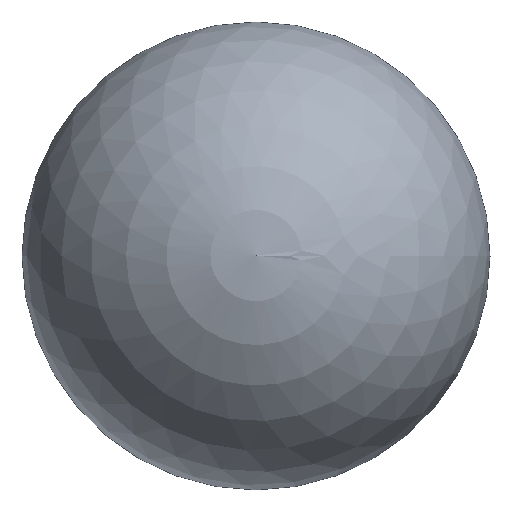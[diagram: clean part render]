
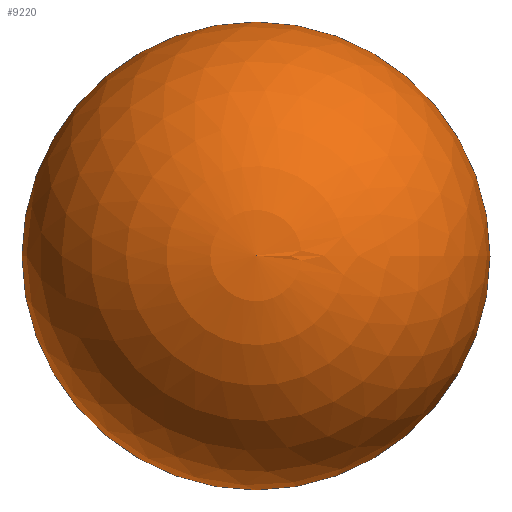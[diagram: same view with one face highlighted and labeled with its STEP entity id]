
A CAD part, top view. The second image highlights one B-rep face of the part: STEP entity #9220.
In plain terms, the highlighted spherical face has radius 10020 mm.
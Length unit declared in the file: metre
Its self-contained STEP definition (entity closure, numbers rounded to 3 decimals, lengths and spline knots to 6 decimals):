
#9100 = CARTESIAN_POINT('origin',(0.0,0.0,0.0));
#9101 = DIRECTION('Dir1',(1.0,0.0,0.0));
#9103 = DIRECTION('Dir3',(0.0,0.0,1.0));
#9112 = AXIS2_PLACEMENT_3D('Ax2P3D1',#9100,#9103,#9101);
#9122 = CIRCLE('OCirc1',#9112,10.02);
#9130 = SPHERICAL_SURFACE('OutSphere', #9112, 10.02);
#9133 = CARTESIAN_POINT('PtAO',(10.02,0.0,0.0));
#9134 = VERTEX_POINT('VertPtAO',#9133);
#9153 = EDGE_CURVE('EdgeAAO',#9134,#9134,#9122,.T.);
#9172 = ORIENTED_EDGE('AAOT',*,*,#9153,.T.);
#9205 = EDGE_LOOP('ELAAOT',(#9172));
#9210 = FACE_OUTER_BOUND('SpfbO',#9205,.T.);
#9220 = ADVANCED_FACE('SphFaceO',(#9210),#9130,.T.);
